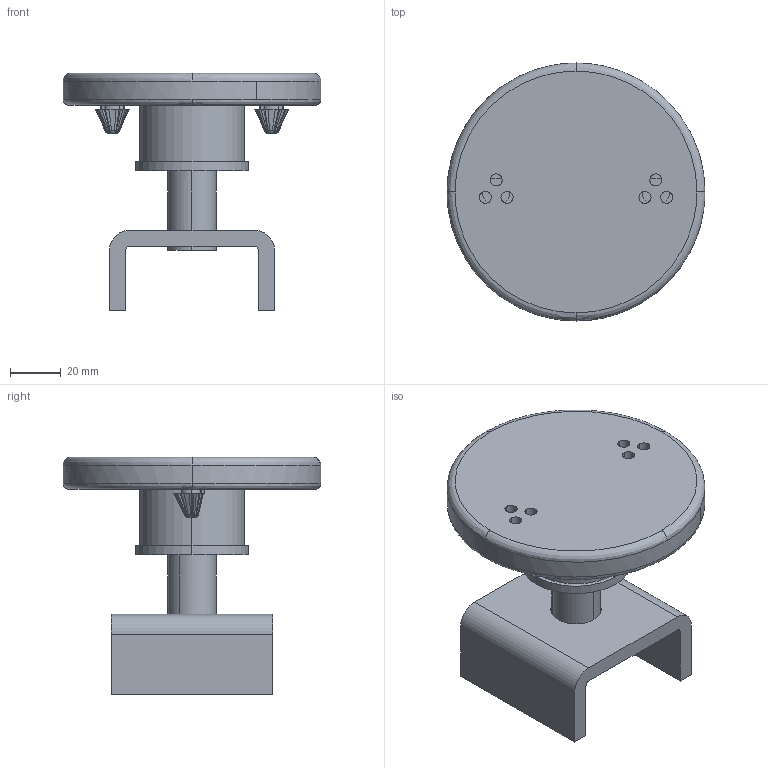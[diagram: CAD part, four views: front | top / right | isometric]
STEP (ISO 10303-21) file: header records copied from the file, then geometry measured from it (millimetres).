
FILE_DESCRIPTION(('CATIA V5 STEP Exchange','CAx-IF Rec.Pracs.--- Model Styling and Organization---1.5--- 2016-08-15','CAx-IF Rec.Pracs.---Supplemental Geometry---1.0---2011-11-01','CAx-IF Rec.Pracs.--- Composite Materials ---1.1---2010-07-15'),'2;1');
FILE_NAME('DE1274 HEAVY_DUTY_PIVOT_ASSY CMHE-4504-A ROT ASY-2 03-21-24.stp','2024-03-21T17:32:25+00:00',('none'),('none'),'CATIA Version 5-6 Release 2022 SP3','CATIA V5 STEP AP214 Edition 3 v2','none');
FILE_SCHEMA(('AUTOMOTIVE_DESIGN { 1 0 10303 214 3 1 1 1 }'));
Length unit declared in the file: inch
Products named in the file (8): DE1274 HEAVY_DUTY_PIVOT_ASSY CMHE-4504-A ROT ASY-2; CHANNEL DET A; DETAIL B; DE1274 HEAVY_DUTY_PIVOT_SUB ASSY CMHE-4504-A ROT ASY-2; WASHER DET C; PIPE DET D; TOP ROUND PLATE DET E; DE1274 ROUUND PIVOT PAD DETAIL F
Assembly tree (7 placements, depth 3):
  DE1274 HEAVY_DUTY_PIVOT_ASSY CMHE-4504-A ROT ASY-2
    CHANNEL DET A
    DETAIL B
    DE1274 HEAVY_DUTY_PIVOT_SUB ASSY CMHE-4504-A ROT ASY-2
      WASHER DET C
      PIPE DET D
      TOP ROUND PLATE DET E
      DE1274 ROUUND PIVOT PAD DETAIL F
Bounding box: 101.6 x 101.6 x 93.66 mm (x, y, z)
Volume: 173863 mm3; surface area: 66828.7 mm2
Topology: 6 solids, 6 shells, 245 faces, 669 edges, 431 vertices
Faces by surface type: bspline 185, plane 36, cylinder 24
Entity records: 10255 total; most frequent: CARTESIAN_POINT 5709, ORIENTED_EDGE 1330, EDGE_CURVE 665, VERTEX_POINT 431, B_SPLINE_CURVE_WITH_KNOTS 300, EDGE_LOOP 266, ADVANCED_FACE 245, FACE_OUTER_BOUND 245
